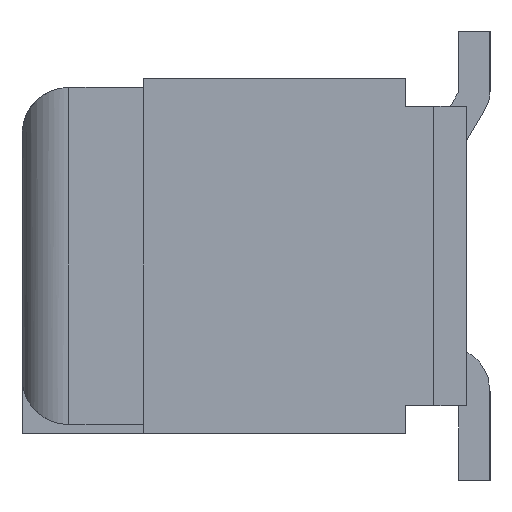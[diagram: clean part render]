
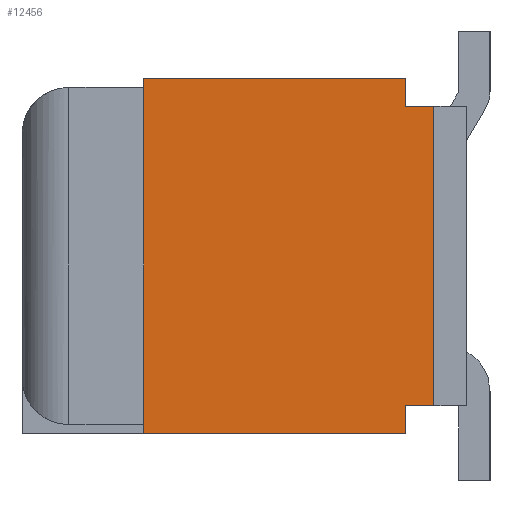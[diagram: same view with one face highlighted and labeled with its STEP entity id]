
A CAD part, left-side view. The second image highlights one B-rep face of the part: STEP entity #12456.
In plain terms, the highlighted planar face has unit normal (-1, 0, 0).
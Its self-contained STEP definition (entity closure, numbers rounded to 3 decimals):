
#6338=EDGE_CURVE('',#13526,#13432,#18675,.T.);
#7676=VERTEX_POINT('',#20148);
#8786=EDGE_CURVE('',#12368,#8802,#21350,.T.);
#8802=VERTEX_POINT('',#21366);
#9194=VERTEX_POINT('',#21795);
#10152=EDGE_CURVE('',#12368,#13432,#22821,.T.);
#10240=EDGE_CURVE('',#8802,#17772,#22917,.T.);
#12346=EDGE_CURVE('',#13864,#7676,#25204,.T.);
#12368=VERTEX_POINT('',#25227);
#12456=ADVANCED_FACE('',(#25325),#25326,.F.);
#13380=VERTEX_POINT('',#26332);
#13432=VERTEX_POINT('',#26389);
#13476=EDGE_CURVE('',#13380,#13526,#26440,.T.);
#13526=VERTEX_POINT('',#26495);
#13668=VERTEX_POINT('',#26650);
#13864=VERTEX_POINT('',#26857);
#14252=EDGE_CURVE('',#9194,#13668,#27275,.T.);
#16552=EDGE_CURVE('',#9194,#13380,#29787,.T.);
#17448=EDGE_CURVE('',#17772,#13864,#30759,.T.);
#17772=VERTEX_POINT('',#31116);
#17938=EDGE_CURVE('',#7676,#13668,#31297,.T.);
#18675=LINE('',#32149,#32150);
#20148=CARTESIAN_POINT('',(-15.0,0.9,1.6));
#21350=LINE('',#36086,#36087);
#21366=CARTESIAN_POINT('',(-15.0,0.9,-1.6));
#21795=CARTESIAN_POINT('',(-15.0,3.7,1.9));
#22821=LINE('',#38260,#38261);
#22917=LINE('',#38392,#38393);
#25204=LINE('',#41775,#41776);
#25227=CARTESIAN_POINT('',(-15.0,0.9,-1.9));
#25325=FACE_OUTER_BOUND('',#41955,.T.);
#25326=PLANE('',#41956);
#26332=CARTESIAN_POINT('',(-15.0,3.7,1.8));
#26389=CARTESIAN_POINT('',(-15.0,3.7,-1.9));
#26440=LINE('',#43539,#43540);
#26495=CARTESIAN_POINT('',(-15.0,3.7,-1.8));
#26650=CARTESIAN_POINT('',(-15.0,0.9,1.9));
#26857=CARTESIAN_POINT('',(-15.0,0.6,1.6));
#27275=LINE('',#44756,#44757);
#29787=LINE('',#48375,#48376);
#30759=LINE('',#49807,#49808);
#31116=CARTESIAN_POINT('',(-15.0,0.6,-1.6));
#31297=LINE('',#50563,#50564);
#32149=CARTESIAN_POINT('',(-15.0,3.7,0.0));
#32150=VECTOR('',#51585,1.0);
#36086=CARTESIAN_POINT('',(-15.0,0.9,-0.875));
#36087=VECTOR('',#54275,1.0);
#38260=CARTESIAN_POINT('',(-15.0,1.975,-1.9));
#38261=VECTOR('',#55594,1.0);
#38392=CARTESIAN_POINT('',(-15.0,1.213,-1.6));
#38393=VECTOR('',#55687,1.0);
#41775=CARTESIAN_POINT('',(-15.0,1.213,1.6));
#41776=VECTOR('',#58044,1.0);
#41955=EDGE_LOOP('',(#58163,#58164,#58165,#58166,#58167,#58168,#58169,#58170,#58171,#58172));
#41956=AXIS2_PLACEMENT_3D('',#58173,#58174,#58175);
#43539=CARTESIAN_POINT('',(-15.0,3.7,0.0));
#43540=VECTOR('',#59205,1.0);
#44756=CARTESIAN_POINT('',(-15.0,1.975,1.9));
#44757=VECTOR('',#59971,1.0);
#48375=CARTESIAN_POINT('',(-15.0,3.7,0.0));
#48376=VECTOR('',#62564,1.0);
#49807=CARTESIAN_POINT('',(-15.0,0.6,0.0));
#49808=VECTOR('',#63598,1.0);
#50563=CARTESIAN_POINT('',(-15.0,0.9,0.875));
#50564=VECTOR('',#64271,1.0);
#51585=DIRECTION('',(0.0,0.0,-1.0));
#54275=DIRECTION('',(-0.0,0.0,1.0));
#55594=DIRECTION('',(0.0,1.0,0.0));
#55687=DIRECTION('',(0.0,-1.0,0.0));
#58044=DIRECTION('',(0.0,1.0,0.0));
#58163=ORIENTED_EDGE('',*,*,#10240,.T.);
#58164=ORIENTED_EDGE('',*,*,#17448,.T.);
#58165=ORIENTED_EDGE('',*,*,#12346,.T.);
#58166=ORIENTED_EDGE('',*,*,#17938,.T.);
#58167=ORIENTED_EDGE('',*,*,#14252,.F.);
#58168=ORIENTED_EDGE('',*,*,#16552,.T.);
#58169=ORIENTED_EDGE('',*,*,#13476,.T.);
#58170=ORIENTED_EDGE('',*,*,#6338,.T.);
#58171=ORIENTED_EDGE('',*,*,#10152,.F.);
#58172=ORIENTED_EDGE('',*,*,#8786,.T.);
#58173=CARTESIAN_POINT('',(-15.0,1.975,0.0));
#58174=DIRECTION('',(1.0,0.0,0.0));
#58175=DIRECTION('',(0.0,0.0,-1.0));
#59205=DIRECTION('',(0.0,0.0,-1.0));
#59971=DIRECTION('',(0.0,-1.0,0.0));
#62564=DIRECTION('',(0.0,0.0,-1.0));
#63598=DIRECTION('',(-0.0,0.0,1.0));
#64271=DIRECTION('',(-0.0,0.0,1.0));
